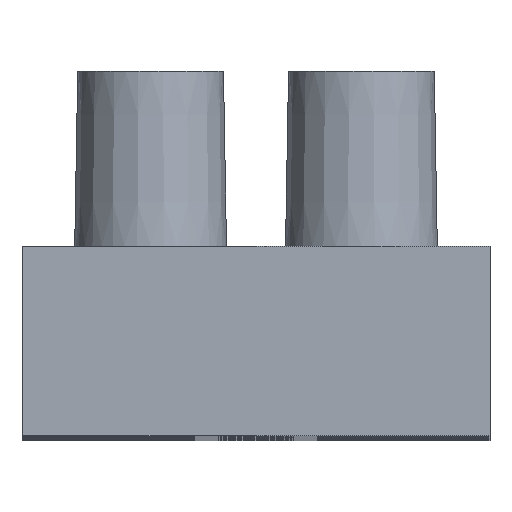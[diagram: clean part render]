
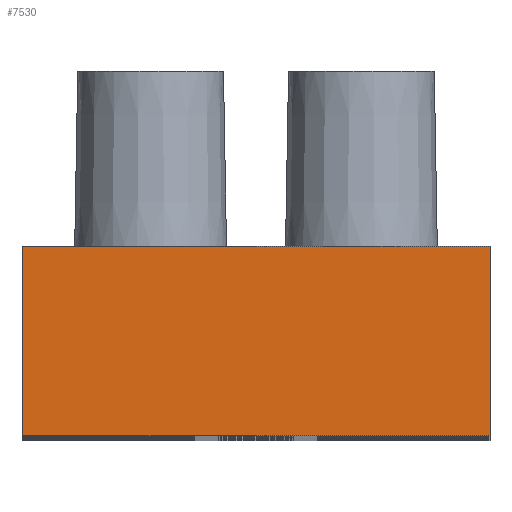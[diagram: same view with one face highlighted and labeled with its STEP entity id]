
A CAD part, top view. The second image highlights one B-rep face of the part: STEP entity #7530.
In plain terms, the highlighted planar face has unit normal (0, 0, 1).
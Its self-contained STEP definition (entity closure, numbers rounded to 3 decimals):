
#2890=CARTESIAN_POINT('',(50.004,43.203,120.3));
#2900=VERTEX_POINT('',#2890);
#2930=CARTESIAN_POINT('',(50.004,43.203,120.3));
#2940=DIRECTION('',(0.,1.,0.));
#2950=VECTOR('',#2940,1.);
#2960=LINE('',#2930,#2950);
#2970=CARTESIAN_POINT('',(50.004,52.203,120.3));
#2980=VERTEX_POINT('',#2970);
#2990=EDGE_CURVE('',#2900,#2980,#2960,.T.);
#6960=CARTESIAN_POINT('',(27.804,52.203,120.3));
#6970=VERTEX_POINT('',#6960);
#7000=CARTESIAN_POINT('',(27.804,52.203,120.3));
#7010=DIRECTION('',(0.,-1.,0.));
#7020=VECTOR('',#7010,1.);
#7030=LINE('',#7000,#7020);
#7040=CARTESIAN_POINT('',(27.804,43.203,120.3));
#7050=VERTEX_POINT('',#7040);
#7060=EDGE_CURVE('',#6970,#7050,#7030,.T.);
#7320=CARTESIAN_POINT('',(0.,0.,120.3));
#7330=DIRECTION('',(0.,0.,1.));
#7340=DIRECTION('',(1.,0.,0.));
#7350=AXIS2_PLACEMENT_3D('',#7320,#7330,#7340);
#7360=PLANE('',#7350);
#7370=ORIENTED_EDGE('',*,*,#2990,.T.);
#7380=CARTESIAN_POINT('',(27.804,43.203,120.3));
#7390=DIRECTION('',(1.,0.,0.));
#7400=VECTOR('',#7390,1.);
#7410=LINE('',#7380,#7400);
#7420=EDGE_CURVE('',#7050,#2900,#7410,.T.);
#7430=ORIENTED_EDGE('',*,*,#7420,.T.);
#7440=ORIENTED_EDGE('',*,*,#7060,.T.);
#7450=CARTESIAN_POINT('',(50.004,52.203,120.3));
#7460=DIRECTION('',(-1.,0.,0.));
#7470=VECTOR('',#7460,1.);
#7480=LINE('',#7450,#7470);
#7490=EDGE_CURVE('',#2980,#6970,#7480,.T.);
#7500=ORIENTED_EDGE('',*,*,#7490,.T.);
#7510=EDGE_LOOP('',(#7500,#7440,#7430,#7370));
#7520=FACE_OUTER_BOUND('',#7510,.T.);
#7530=ADVANCED_FACE('',(#7520),#7360,.T.);
